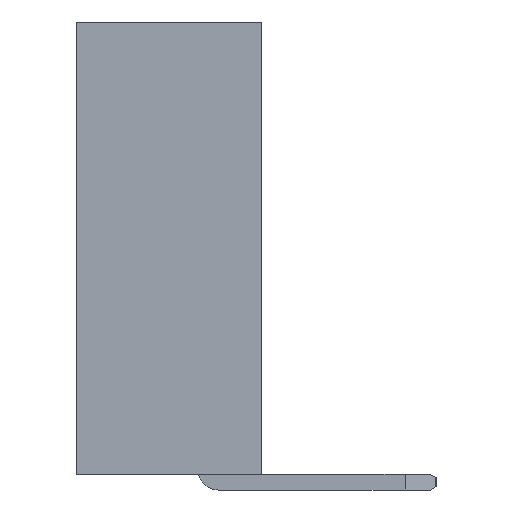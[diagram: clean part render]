
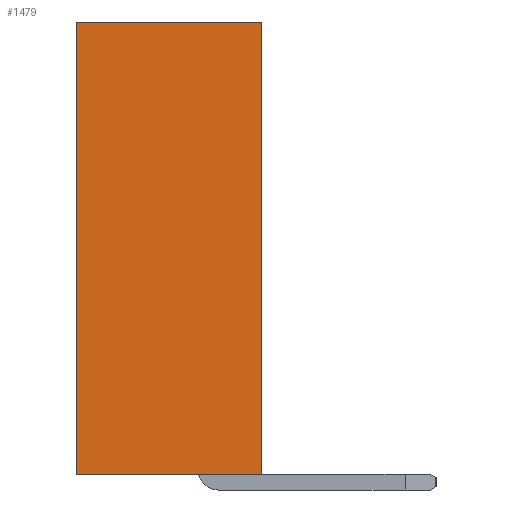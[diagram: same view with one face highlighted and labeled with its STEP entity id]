
A CAD part, left-side view. The second image highlights one B-rep face of the part: STEP entity #1479.
In plain terms, the highlighted planar face has unit normal (-1, 0, 0).
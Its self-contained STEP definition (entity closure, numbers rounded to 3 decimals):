
#35=CARTESIAN_POINT('',(-5.915,-0.9,-2.2));
#36=VERTEX_POINT('',#35);
#197=CARTESIAN_POINT('',(-5.915,-0.9,2.2));
#198=VERTEX_POINT('',#197);
#205=CARTESIAN_POINT('',(-5.915,-0.9,2.2));
#206=DIRECTION('',(0.,0.,-1.));
#207=VECTOR('',#206,4.4);
#208=LINE('',#205,#207);
#209=EDGE_CURVE('',#198,#36,#208,.T.);
#221=CARTESIAN_POINT('',(-5.915,0.9,-2.2));
#222=VERTEX_POINT('',#221);
#229=CARTESIAN_POINT('',(-5.915,0.9,2.2));
#230=VERTEX_POINT('',#229);
#231=CARTESIAN_POINT('',(-5.915,0.9,-2.2));
#232=DIRECTION('',(0.,0.,1.));
#233=VECTOR('',#232,4.4);
#234=LINE('',#231,#233);
#235=EDGE_CURVE('',#222,#230,#234,.T.);
#267=CARTESIAN_POINT('',(-5.915,0.9,2.2));
#268=DIRECTION('',(0.,-1.,0.));
#269=VECTOR('',#268,1.8);
#270=LINE('',#267,#269);
#271=EDGE_CURVE('',#230,#198,#270,.T.);
#1463=CARTESIAN_POINT('',(-5.915,0.,0.));
#1464=DIRECTION('',(0.,-1.,0.));
#1465=DIRECTION('',(-1.,0.,0.));
#1466=AXIS2_PLACEMENT_3D('',#1463,#1465,#1464);
#1467=PLANE('',#1466);
#1468=CARTESIAN_POINT('',(-5.915,-0.9,-2.2));
#1469=DIRECTION('',(0.,1.,0.));
#1470=VECTOR('',#1469,1.8);
#1471=LINE('',#1468,#1470);
#1472=EDGE_CURVE('',#36,#222,#1471,.T.);
#1473=ORIENTED_EDGE('',*,*,#1472,.F.);
#1474=ORIENTED_EDGE('',*,*,#209,.F.);
#1475=ORIENTED_EDGE('',*,*,#271,.F.);
#1476=ORIENTED_EDGE('',*,*,#235,.F.);
#1477=EDGE_LOOP('',(#1473,#1474,#1475,#1476));
#1478=FACE_OUTER_BOUND('',#1477,.T.);
#1479=ADVANCED_FACE('',(#1478),#1467,.T.);
